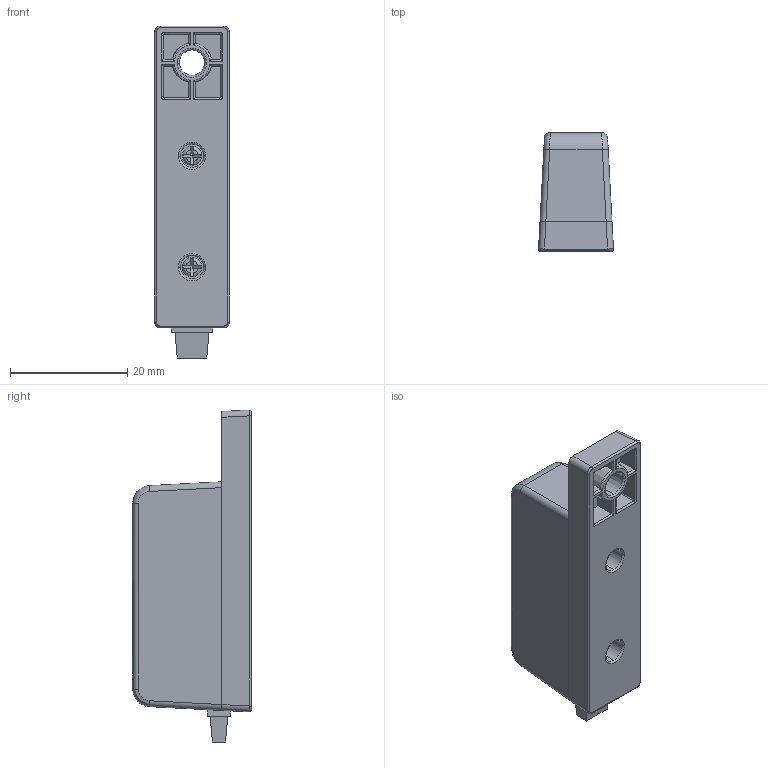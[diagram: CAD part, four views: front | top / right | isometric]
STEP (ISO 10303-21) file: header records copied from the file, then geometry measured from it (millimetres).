
FILE_DESCRIPTION (( 'STEP AP203' ), '1' );
FILE_NAME ('276-2154.20111004.STEP', '2011-10-04T22:03:50', ( '' ), ( '' ), 'SwSTEP 2.0', 'SolidWorks 2010', '' );
FILE_SCHEMA (( 'CONFIG_CONTROL_DESIGN' ));
Length unit declared in the file: inch
Products named in the file (6): 276-2154.20111004; SENSOR-MODULE-BOTTOM; SENSOR-MODULE-TOP; PCB; ST_SCREW_M2X8; GROMMET
Assembly tree (6 placements, depth 2):
  276-2154.20111004
    SENSOR-MODULE-TOP
    PCB
    ST_SCREW_M2X8  x2
    GROMMET
    SENSOR-MODULE-BOTTOM
Bounding box: 12.77 x 20.2 x 56.63 mm (x, y, z)
Volume: 6019.6 mm3; surface area: 8766.7 mm2
Topology: 6 solids, 6 shells, 547 faces, 1563 edges, 1050 vertices
Faces by surface type: plane 276, cylinder 195, bspline 66, cone 10
Entity records: 20509 total; most frequent: CARTESIAN_POINT 8873, ORIENTED_EDGE 2546, DIRECTION 1910, EDGE_CURVE 1273, VERTEX_POINT 846, LINE 732, VECTOR 732, AXIS2_PLACEMENT_3D 589
